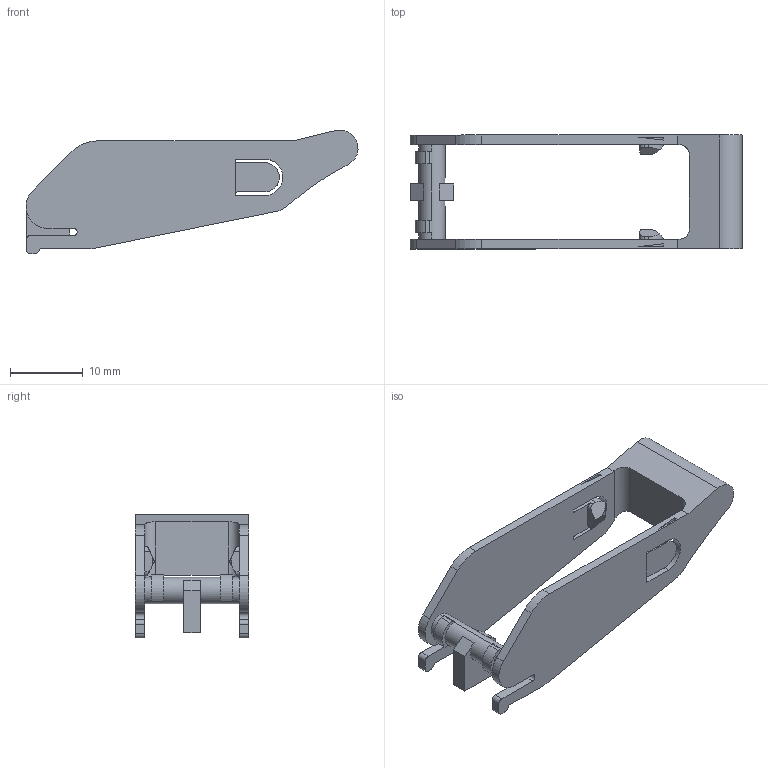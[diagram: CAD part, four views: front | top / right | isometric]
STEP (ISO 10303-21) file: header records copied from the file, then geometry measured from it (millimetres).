
FILE_DESCRIPTION((''),'2;1');
FILE_NAME('C-2022104-1','2014-08-04T',('workeradm'),('Tyco Electronics Ltd.'),'PRO/ENGINEER BY PARAMETRIC TECHNOLOGY CORPORATION, 2013050','PRO/ENGINEER BY PARAMETRIC TECHNOLOGY CORPORATION, 2013050','');
FILE_SCHEMA(('AUTOMOTIVE_DESIGN { 1 0 10303 214 1 1 1 1 }'));
Length unit declared in the file: millimetre
Products named in the file (1): C-2022104-1
Bounding box: 45.49 x 15.6 x 16.98 mm (x, y, z)
Volume: 1951 mm3; surface area: 2799.1 mm2
Topology: 1 solids, 1 shells, 108 faces, 320 edges, 212 vertices
Faces by surface type: plane 63, cylinder 45
Entity records: 3968 total; most frequent: CARTESIAN_POINT 846, ORIENTED_EDGE 640, DIRECTION 596, EDGE_CURVE 320, VECTOR 212, LINE 212, VERTEX_POINT 212, AXIS2_PLACEMENT_3D 192
